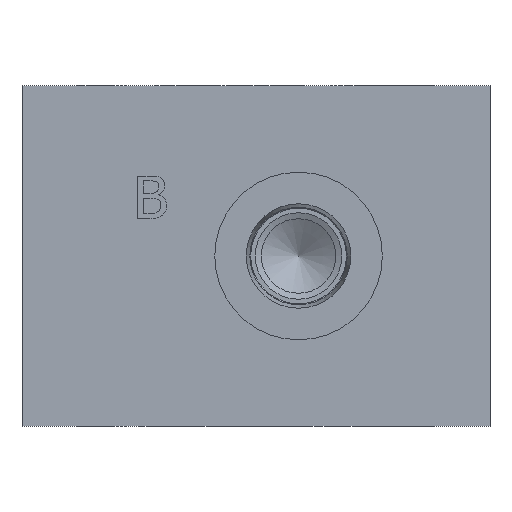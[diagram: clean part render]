
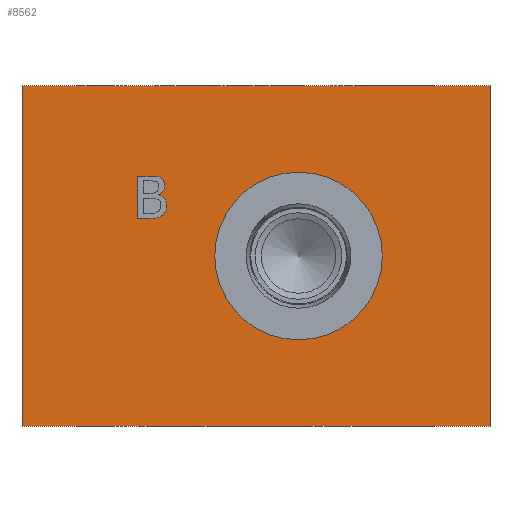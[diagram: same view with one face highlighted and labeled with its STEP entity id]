
A CAD part, front view. The second image highlights one B-rep face of the part: STEP entity #8562.
In plain terms, the highlighted planar face has unit normal (0, -1, 0).
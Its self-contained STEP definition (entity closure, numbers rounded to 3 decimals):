
#75=CIRCLE('',#8905,12.51);
#76=CIRCLE('',#8906,12.51);
#232=FACE_BOUND('',#1363,.T.);
#233=FACE_BOUND('',#1364,.T.);
#511=PLANE('',#8904);
#890=FACE_OUTER_BOUND('',#1362,.T.);
#1362=EDGE_LOOP('',(#7324,#7325,#7326,#7327));
#1363=EDGE_LOOP('',(#7328,#7329,#7330,#7331,#7332,#7333,#7334,#7335,#7336,
#7337));
#1364=EDGE_LOOP('',(#7338,#7339));
#1782=LINE('',#13017,#2619);
#2224=LINE('',#14215,#3061);
#2230=LINE('',#14278,#3067);
#2233=LINE('',#14284,#3070);
#2236=LINE('',#14290,#3073);
#2240=LINE('',#14332,#3077);
#2241=LINE('',#14334,#3078);
#2242=LINE('',#14335,#3079);
#2619=VECTOR('',#9590,10.);
#3061=VECTOR('',#10358,10.);
#3067=VECTOR('',#10366,10.);
#3070=VECTOR('',#10371,10.);
#3073=VECTOR('',#10376,10.);
#3077=VECTOR('',#10384,10.);
#3078=VECTOR('',#10385,10.);
#3079=VECTOR('',#10386,10.);
#3353=B_SPLINE_CURVE_WITH_KNOTS('',2,(#14201,#14202,#14203,#14204),
 .UNSPECIFIED.,.F.,.F.,(3,1,3),(0.,1.,2.),.UNSPECIFIED.);
#3355=B_SPLINE_CURVE_WITH_KNOTS('',2,(#14228,#14229,#14230,#14231),
 .UNSPECIFIED.,.F.,.F.,(3,1,3),(0.,1.,2.),.UNSPECIFIED.);
#3357=B_SPLINE_CURVE_WITH_KNOTS('',2,(#14247,#14248,#14249,#14250),
 .UNSPECIFIED.,.F.,.F.,(3,1,3),(0.,1.,2.),.UNSPECIFIED.);
#3359=B_SPLINE_CURVE_WITH_KNOTS('',2,(#14266,#14267,#14268,#14269),
 .UNSPECIFIED.,.F.,.F.,(3,1,3),(0.,1.,2.),.UNSPECIFIED.);
#3361=B_SPLINE_CURVE_WITH_KNOTS('',2,(#14303,#14304,#14305,#14306),
 .UNSPECIFIED.,.F.,.F.,(3,1,3),(0.,1.,2.),.UNSPECIFIED.);
#3363=B_SPLINE_CURVE_WITH_KNOTS('',2,(#14321,#14322,#14323,#14324),
 .UNSPECIFIED.,.F.,.F.,(3,1,3),(0.,1.,2.),.UNSPECIFIED.);
#3693=VERTEX_POINT('',#13010);
#3696=VERTEX_POINT('',#13015);
#4013=VERTEX_POINT('',#14199);
#4014=VERTEX_POINT('',#14200);
#4017=VERTEX_POINT('',#14214);
#4019=VERTEX_POINT('',#14227);
#4021=VERTEX_POINT('',#14246);
#4023=VERTEX_POINT('',#14265);
#4025=VERTEX_POINT('',#14277);
#4027=VERTEX_POINT('',#14283);
#4029=VERTEX_POINT('',#14289);
#4031=VERTEX_POINT('',#14302);
#4033=VERTEX_POINT('',#14331);
#4034=VERTEX_POINT('',#14333);
#4035=VERTEX_POINT('',#14336);
#4036=VERTEX_POINT('',#14337);
#4673=EDGE_CURVE('',#3693,#3696,#1782,.T.);
#5147=EDGE_CURVE('',#4013,#4014,#3353,.T.);
#5151=EDGE_CURVE('',#4017,#4013,#2224,.T.);
#5154=EDGE_CURVE('',#4019,#4017,#3355,.T.);
#5157=EDGE_CURVE('',#4021,#4019,#3357,.T.);
#5160=EDGE_CURVE('',#4023,#4021,#3359,.T.);
#5163=EDGE_CURVE('',#4025,#4023,#2230,.T.);
#5166=EDGE_CURVE('',#4027,#4025,#2233,.T.);
#5169=EDGE_CURVE('',#4029,#4027,#2236,.T.);
#5172=EDGE_CURVE('',#4031,#4029,#3361,.T.);
#5175=EDGE_CURVE('',#4014,#4031,#3363,.T.);
#5177=EDGE_CURVE('',#4033,#3693,#2240,.T.);
#5178=EDGE_CURVE('',#4034,#3696,#2241,.T.);
#5179=EDGE_CURVE('',#4033,#4034,#2242,.T.);
#5180=EDGE_CURVE('',#4035,#4036,#75,.T.);
#5181=EDGE_CURVE('',#4036,#4035,#76,.T.);
#7324=ORIENTED_EDGE('',*,*,#5177,.T.);
#7325=ORIENTED_EDGE('',*,*,#4673,.T.);
#7326=ORIENTED_EDGE('',*,*,#5178,.F.);
#7327=ORIENTED_EDGE('',*,*,#5179,.F.);
#7328=ORIENTED_EDGE('',*,*,#5147,.T.);
#7329=ORIENTED_EDGE('',*,*,#5175,.T.);
#7330=ORIENTED_EDGE('',*,*,#5172,.T.);
#7331=ORIENTED_EDGE('',*,*,#5169,.T.);
#7332=ORIENTED_EDGE('',*,*,#5166,.T.);
#7333=ORIENTED_EDGE('',*,*,#5163,.T.);
#7334=ORIENTED_EDGE('',*,*,#5160,.T.);
#7335=ORIENTED_EDGE('',*,*,#5157,.T.);
#7336=ORIENTED_EDGE('',*,*,#5154,.T.);
#7337=ORIENTED_EDGE('',*,*,#5151,.T.);
#7338=ORIENTED_EDGE('',*,*,#5180,.T.);
#7339=ORIENTED_EDGE('',*,*,#5181,.T.);
#8562=ADVANCED_FACE('',(#890,#232,#233),#511,.T.);
#8904=AXIS2_PLACEMENT_3D('',#14330,#10382,#10383);
#8905=AXIS2_PLACEMENT_3D('',#14338,#10387,#10388);
#8906=AXIS2_PLACEMENT_3D('',#14339,#10389,#10390);
#9590=DIRECTION('',(0.,0.,1.));
#10358=DIRECTION('',(0.,0.,-1.));
#10366=DIRECTION('',(1.,0.,0.));
#10371=DIRECTION('',(0.,0.,1.));
#10376=DIRECTION('',(-1.,0.,0.));
#10382=DIRECTION('center_axis',(0.,-1.,0.));
#10383=DIRECTION('ref_axis',(1.,0.,0.));
#10384=DIRECTION('',(1.,0.,0.));
#10385=DIRECTION('',(1.,0.,0.));
#10386=DIRECTION('',(0.,0.,1.));
#10387=DIRECTION('center_axis',(0.,1.,0.));
#10388=DIRECTION('ref_axis',(1.,0.,0.));
#10389=DIRECTION('center_axis',(0.,1.,0.));
#10390=DIRECTION('ref_axis',(1.,0.,0.));
#13010=CARTESIAN_POINT('',(69.85,0.,0.));
#13015=CARTESIAN_POINT('',(69.85,0.,50.8));
#13017=CARTESIAN_POINT('',(69.85,0.,0.));
#14199=CARTESIAN_POINT('',(20.399,0.,34.518));
#14200=CARTESIAN_POINT('',(21.587,0.,32.938));
#14201=CARTESIAN_POINT('Ctrl Pts',(20.399,0.,34.518));
#14202=CARTESIAN_POINT('Ctrl Pts',(20.965,0.,34.364));
#14203=CARTESIAN_POINT('Ctrl Pts',(21.587,0.,33.545));
#14204=CARTESIAN_POINT('Ctrl Pts',(21.587,0.,32.938));
#14214=CARTESIAN_POINT('',(20.399,0.,34.549));
#14215=CARTESIAN_POINT('',(20.399,0.,17.274));
#14227=CARTESIAN_POINT('',(21.289,0.,35.907));
#14228=CARTESIAN_POINT('Ctrl Pts',(21.289,0.,35.907));
#14229=CARTESIAN_POINT('Ctrl Pts',(21.289,0.,35.46));
#14230=CARTESIAN_POINT('Ctrl Pts',(20.815,0.,34.75));
#14231=CARTESIAN_POINT('Ctrl Pts',(20.399,0.,34.549));
#14246=CARTESIAN_POINT('',(20.63,0.,37.081));
#14247=CARTESIAN_POINT('Ctrl Pts',(20.63,0.,37.081));
#14248=CARTESIAN_POINT('Ctrl Pts',(20.975,0.,36.901));
#14249=CARTESIAN_POINT('Ctrl Pts',(21.289,0.,36.309));
#14250=CARTESIAN_POINT('Ctrl Pts',(21.289,0.,35.907));
#14265=CARTESIAN_POINT('',(18.963,0.,37.338));
#14266=CARTESIAN_POINT('Ctrl Pts',(18.963,0.,37.338));
#14267=CARTESIAN_POINT('Ctrl Pts',(19.642,0.,37.338));
#14268=CARTESIAN_POINT('Ctrl Pts',(20.321,0.,37.251));
#14269=CARTESIAN_POINT('Ctrl Pts',(20.63,0.,37.081));
#14277=CARTESIAN_POINT('',(17.28,0.,37.338));
#14278=CARTESIAN_POINT('',(8.64,0.,37.338));
#14283=CARTESIAN_POINT('',(17.28,0.,30.988));
#14284=CARTESIAN_POINT('',(17.28,0.,15.494));
#14289=CARTESIAN_POINT('',(19.102,0.,30.988));
#14290=CARTESIAN_POINT('',(9.551,0.,30.988));
#14302=CARTESIAN_POINT('',(20.929,0.,31.503));
#14303=CARTESIAN_POINT('Ctrl Pts',(20.929,0.,31.503));
#14304=CARTESIAN_POINT('Ctrl Pts',(20.568,0.,31.225));
#14305=CARTESIAN_POINT('Ctrl Pts',(19.75,0.,30.988));
#14306=CARTESIAN_POINT('Ctrl Pts',(19.102,0.,30.988));
#14321=CARTESIAN_POINT('Ctrl Pts',(21.587,0.,32.938));
#14322=CARTESIAN_POINT('Ctrl Pts',(21.587,0.,32.465));
#14323=CARTESIAN_POINT('Ctrl Pts',(21.227,0.,31.739));
#14324=CARTESIAN_POINT('Ctrl Pts',(20.929,0.,31.503));
#14330=CARTESIAN_POINT('Origin',(0.,0.,0.));
#14331=CARTESIAN_POINT('',(0.,0.,0.));
#14332=CARTESIAN_POINT('',(0.,0.,0.));
#14333=CARTESIAN_POINT('',(0.,0.,50.8));
#14334=CARTESIAN_POINT('',(0.,0.,50.8));
#14335=CARTESIAN_POINT('',(0.,0.,0.));
#14336=CARTESIAN_POINT('',(53.785,0.,25.4));
#14337=CARTESIAN_POINT('',(28.766,0.,25.4));
#14338=CARTESIAN_POINT('Origin',(41.275,0.,25.4));
#14339=CARTESIAN_POINT('Origin',(41.275,0.,25.4));
